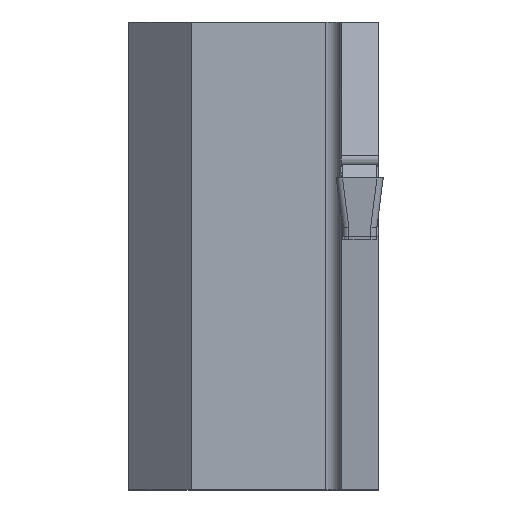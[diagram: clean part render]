
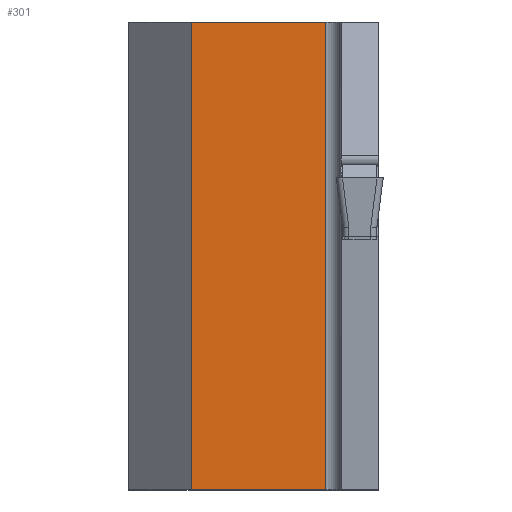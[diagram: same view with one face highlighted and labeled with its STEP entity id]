
A CAD part, left-side view. The second image highlights one B-rep face of the part: STEP entity #301.
In plain terms, the highlighted planar face has unit normal (-1, 0, 0).
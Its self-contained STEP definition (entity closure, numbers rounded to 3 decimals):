
#301=ADVANCED_FACE('',(#390),#353,.T.);
#353=PLANE('',#1221);
#390=FACE_OUTER_BOUND('',#442,.T.);
#442=EDGE_LOOP('',(#527,#528,#529,#530));
#527=ORIENTED_EDGE('',*,*,#899,.F.);
#528=ORIENTED_EDGE('',*,*,#900,.T.);
#529=ORIENTED_EDGE('',*,*,#901,.T.);
#530=ORIENTED_EDGE('',*,*,#902,.T.);
#807=VERTEX_POINT('',#1648);
#808=VERTEX_POINT('',#1649);
#809=VERTEX_POINT('',#1651);
#810=VERTEX_POINT('',#1653);
#899=EDGE_CURVE('',#807,#808,#1036,.T.);
#900=EDGE_CURVE('',#807,#809,#1037,.T.);
#901=EDGE_CURVE('',#809,#810,#1038,.T.);
#902=EDGE_CURVE('',#810,#808,#1039,.T.);
#1036=LINE('',#1647,#1136);
#1037=LINE('',#1650,#1137);
#1038=LINE('',#1652,#1138);
#1039=LINE('',#1654,#1139);
#1136=VECTOR('',#1343,1.);
#1137=VECTOR('',#1344,1.);
#1138=VECTOR('',#1345,1.);
#1139=VECTOR('',#1346,1.);
#1221=AXIS2_PLACEMENT_3D('',#1655,#1347,#1348);
#1343=DIRECTION('',(0.,-1.,0.));
#1344=DIRECTION('',(0.,0.,-1.));
#1345=DIRECTION('',(0.,-1.,0.));
#1346=DIRECTION('',(0.,0.,1.));
#1347=DIRECTION('',(-1.,0.,0.));
#1348=DIRECTION('',(0.,0.,1.));
#1647=CARTESIAN_POINT('',(21.,27.3,10.));
#1648=CARTESIAN_POINT('',(21.,12.,10.));
#1649=CARTESIAN_POINT('',(21.,3.4,10.));
#1650=CARTESIAN_POINT('',(21.,12.,30.));
#1651=CARTESIAN_POINT('',(21.,12.,-20.));
#1652=CARTESIAN_POINT('',(21.,27.3,-20.));
#1653=CARTESIAN_POINT('',(21.,3.4,-20.));
#1654=CARTESIAN_POINT('',(21.,3.4,10.));
#1655=CARTESIAN_POINT('',(21.,27.3,10.));
